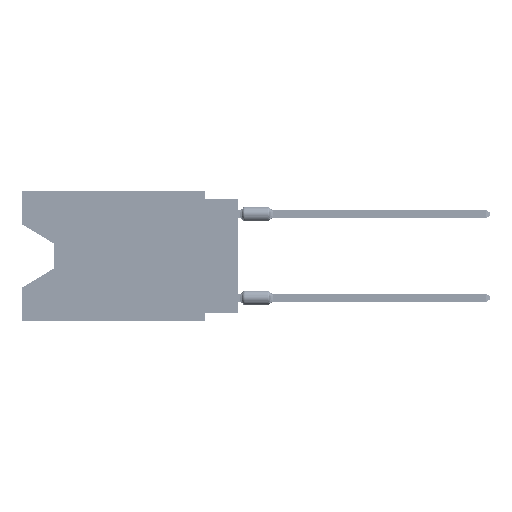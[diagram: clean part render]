
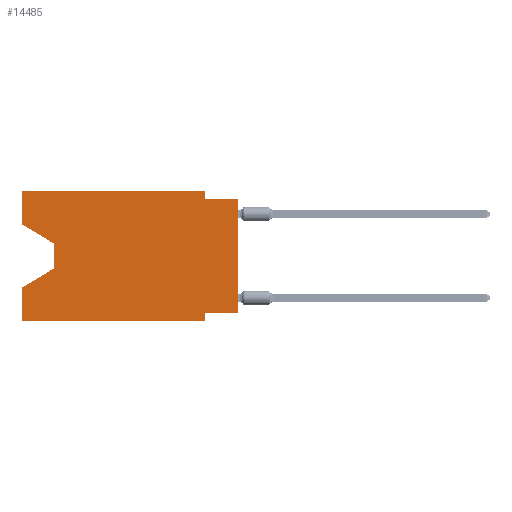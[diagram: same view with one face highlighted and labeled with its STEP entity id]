
A CAD part, left-side view. The second image highlights one B-rep face of the part: STEP entity #14485.
In plain terms, the highlighted planar face has unit normal (-1, 0, 0).
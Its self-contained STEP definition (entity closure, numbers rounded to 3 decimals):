
#229 = ORIENTED_EDGE ( 'NONE', *, *, #19315, .F. ) ;
#639 = CARTESIAN_POINT ( 'NONE',  ( 0., 0., -0.635 ) ) ;
#1295 = DIRECTION ( 'NONE',  ( 0., -1., 0. ) ) ;
#3955 = ORIENTED_EDGE ( 'NONE', *, *, #49303, .T. ) ;
#5391 = LINE ( 'NONE', #11091, #61994 ) ;
#5578 = CARTESIAN_POINT ( 'NONE',  ( 0., 2.54, -0.635 ) ) ;
#5864 = VECTOR ( 'NONE', #28971, 1000. ) ;
#6545 = LINE ( 'NONE', #7241, #5864 ) ;
#7241 = CARTESIAN_POINT ( 'NONE',  ( 0., 16.383, -2.546 ) ) ;
#8053 = ORIENTED_EDGE ( 'NONE', *, *, #64881, .F. ) ;
#8360 = LINE ( 'NONE', #35438, #29217 ) ;
#8787 = DIRECTION ( 'NONE',  ( 0., 0., -1. ) ) ;
#9478 = EDGE_CURVE ( 'NONE', #43658, #59358, #21987, .T. ) ;
#10033 = DIRECTION ( 'NONE',  ( 0., 0., -1. ) ) ;
#10439 = ORIENTED_EDGE ( 'NONE', *, *, #53586, .T. ) ;
#11091 = CARTESIAN_POINT ( 'NONE',  ( 0., 2.54, -9.906 ) ) ;
#11598 = EDGE_CURVE ( 'NONE', #13008, #37689, #52305, .T. ) ;
#12474 = LINE ( 'NONE', #34227, #59451 ) ;
#13008 = VERTEX_POINT ( 'NONE', #43357 ) ;
#14338 = VECTOR ( 'NONE', #58161, 1000. ) ;
#14462 = LINE ( 'NONE', #24460, #65947 ) ;
#14485 = ADVANCED_FACE ( 'NONE', ( #69351 ), #30503, .F. ) ;
#15100 = VERTEX_POINT ( 'NONE', #54223 ) ;
#15448 = ORIENTED_EDGE ( 'NONE', *, *, #9478, .F. ) ;
#16908 = VERTEX_POINT ( 'NONE', #55208 ) ;
#17018 = DIRECTION ( 'NONE',  ( 0., -1., 0. ) ) ;
#18172 = DIRECTION ( 'NONE',  ( 0., 0.855, -0.519 ) ) ;
#19282 = DIRECTION ( 'NONE',  ( 0., 0., 1. ) ) ;
#19315 = EDGE_CURVE ( 'NONE', #16908, #67019, #5391, .T. ) ;
#19523 = CARTESIAN_POINT ( 'NONE',  ( 0., 0., 0. ) ) ;
#19963 = ORIENTED_EDGE ( 'NONE', *, *, #45946, .T. ) ;
#21311 = ORIENTED_EDGE ( 'NONE', *, *, #64415, .F. ) ;
#21987 = LINE ( 'NONE', #43002, #47226 ) ;
#24460 = CARTESIAN_POINT ( 'NONE',  ( 0., 16.383, -9.906 ) ) ;
#25716 = EDGE_CURVE ( 'NONE', #43658, #67019, #14462, .T. ) ;
#26207 = CARTESIAN_POINT ( 'NONE',  ( 0., 16.383, 0. ) ) ;
#27891 = CARTESIAN_POINT ( 'NONE',  ( 0., 0., -9.271 ) ) ;
#28971 = DIRECTION ( 'NONE',  ( 0., -0.855, -0.519 ) ) ;
#29173 = LINE ( 'NONE', #19523, #57202 ) ;
#29217 = VECTOR ( 'NONE', #56832, 1000. ) ;
#30155 = DIRECTION ( 'NONE',  ( 1., 0., 0. ) ) ;
#30503 = PLANE ( 'NONE',  #67375 ) ;
#31230 = CARTESIAN_POINT ( 'NONE',  ( 0., 13.97, -5.893 ) ) ;
#34227 = CARTESIAN_POINT ( 'NONE',  ( 0., 13.97, -5.893 ) ) ;
#35438 = CARTESIAN_POINT ( 'NONE',  ( 0., 0., -9.271 ) ) ;
#35619 = CARTESIAN_POINT ( 'NONE',  ( 0., 16.383, -9.906 ) ) ;
#36410 = LINE ( 'NONE', #53157, #14338 ) ;
#36685 = EDGE_CURVE ( 'NONE', #15100, #67576, #36410, .T. ) ;
#37337 = CARTESIAN_POINT ( 'NONE',  ( 0., 0., -0.635 ) ) ;
#37689 = VERTEX_POINT ( 'NONE', #5578 ) ;
#40056 = VECTOR ( 'NONE', #19282, 1000. ) ;
#40571 = DIRECTION ( 'NONE',  ( 0., 0., 1. ) ) ;
#40897 = CARTESIAN_POINT ( 'NONE',  ( 0., 2.54, 0. ) ) ;
#41363 = LINE ( 'NONE', #51037, #40056 ) ;
#41654 = VECTOR ( 'NONE', #17018, 1000. ) ;
#43002 = CARTESIAN_POINT ( 'NONE',  ( 0., 16.383, 0. ) ) ;
#43357 = CARTESIAN_POINT ( 'NONE',  ( 0., 2.54, 0. ) ) ;
#43359 = DIRECTION ( 'NONE',  ( 0., 0., 1. ) ) ;
#43658 = VERTEX_POINT ( 'NONE', #35619 ) ;
#43717 = CARTESIAN_POINT ( 'NONE',  ( 0., 16.383, 0. ) ) ;
#44398 = LINE ( 'NONE', #65799, #48333 ) ;
#45262 = CARTESIAN_POINT ( 'NONE',  ( 0., 2.54, -9.906 ) ) ;
#45946 = EDGE_CURVE ( 'NONE', #52842, #15100, #6545, .T. ) ;
#46607 = DIRECTION ( 'NONE',  ( 0., 0., -1. ) ) ;
#47226 = VECTOR ( 'NONE', #43359, 1000. ) ;
#47867 = ORIENTED_EDGE ( 'NONE', *, *, #54433, .F. ) ;
#48333 = VECTOR ( 'NONE', #1295, 1000. ) ;
#49303 = EDGE_CURVE ( 'NONE', #57150, #63804, #29173, .T. ) ;
#50842 = VERTEX_POINT ( 'NONE', #43717 ) ;
#50865 = VECTOR ( 'NONE', #46607, 1000. ) ;
#51037 = CARTESIAN_POINT ( 'NONE',  ( 0., 16.383, 0. ) ) ;
#51706 = ORIENTED_EDGE ( 'NONE', *, *, #60952, .F. ) ;
#51910 = DIRECTION ( 'NONE',  ( 0., -1., 0. ) ) ;
#52305 = LINE ( 'NONE', #40897, #50865 ) ;
#52842 = VERTEX_POINT ( 'NONE', #68916 ) ;
#53157 = CARTESIAN_POINT ( 'NONE',  ( 0., 13.97, -4.013 ) ) ;
#53206 = EDGE_LOOP ( 'NONE', ( #19963, #61326, #10439, #15448, #57096, #229, #8053, #3955, #21311, #64607, #51706, #47867 ) ) ;
#53586 = EDGE_CURVE ( 'NONE', #67576, #59358, #12474, .T. ) ;
#54223 = CARTESIAN_POINT ( 'NONE',  ( 0., 13.97, -4.013 ) ) ;
#54433 = EDGE_CURVE ( 'NONE', #52842, #50842, #41363, .T. ) ;
#55208 = CARTESIAN_POINT ( 'NONE',  ( 0., 2.54, -9.271 ) ) ;
#56832 = DIRECTION ( 'NONE',  ( 0., 1., 0. ) ) ;
#57096 = ORIENTED_EDGE ( 'NONE', *, *, #25716, .T. ) ;
#57150 = VERTEX_POINT ( 'NONE', #27891 ) ;
#57202 = VECTOR ( 'NONE', #40571, 1000. ) ;
#58161 = DIRECTION ( 'NONE',  ( 0., 0., -1. ) ) ;
#59358 = VERTEX_POINT ( 'NONE', #65114 ) ;
#59451 = VECTOR ( 'NONE', #18172, 1000. ) ;
#60884 = LINE ( 'NONE', #639, #41654 ) ;
#60952 = EDGE_CURVE ( 'NONE', #50842, #13008, #44398, .T. ) ;
#61326 = ORIENTED_EDGE ( 'NONE', *, *, #36685, .T. ) ;
#61994 = VECTOR ( 'NONE', #10033, 1000. ) ;
#63804 = VERTEX_POINT ( 'NONE', #37337 ) ;
#64415 = EDGE_CURVE ( 'NONE', #37689, #63804, #60884, .T. ) ;
#64607 = ORIENTED_EDGE ( 'NONE', *, *, #11598, .F. ) ;
#64881 = EDGE_CURVE ( 'NONE', #57150, #16908, #8360, .T. ) ;
#65114 = CARTESIAN_POINT ( 'NONE',  ( 0., 16.383, -7.36 ) ) ;
#65799 = CARTESIAN_POINT ( 'NONE',  ( 0., 16.383, 0. ) ) ;
#65947 = VECTOR ( 'NONE', #51910, 1000. ) ;
#67019 = VERTEX_POINT ( 'NONE', #45262 ) ;
#67375 = AXIS2_PLACEMENT_3D ( 'NONE', #26207, #30155, #8787 ) ;
#67576 = VERTEX_POINT ( 'NONE', #31230 ) ;
#68916 = CARTESIAN_POINT ( 'NONE',  ( 0., 16.383, -2.546 ) ) ;
#69351 = FACE_OUTER_BOUND ( 'NONE', #53206, .T. ) ;
